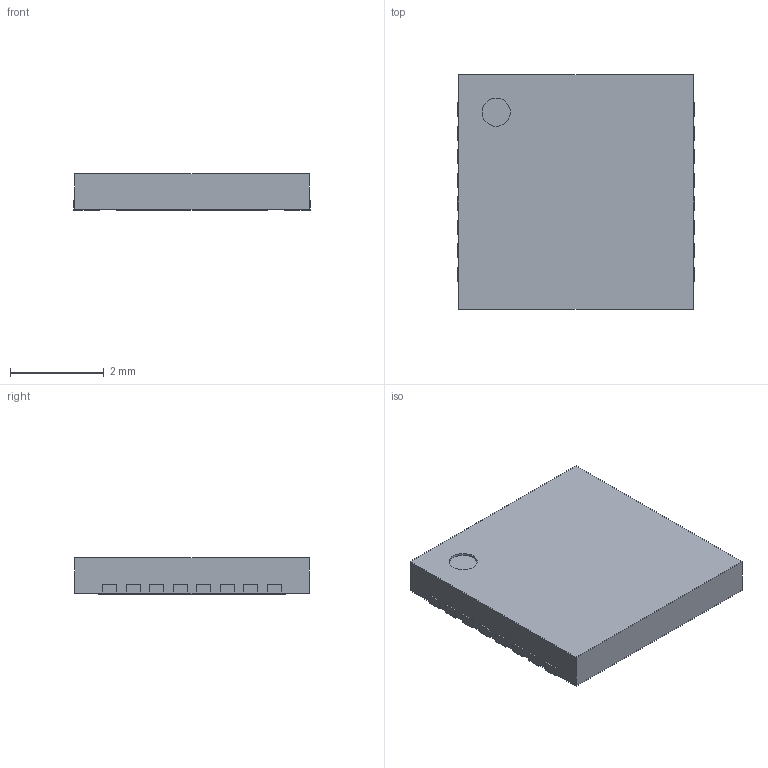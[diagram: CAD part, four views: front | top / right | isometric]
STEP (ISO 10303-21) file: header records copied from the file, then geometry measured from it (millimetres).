
FILE_DESCRIPTION(('Open CASCADE Model'),'2;1');
FILE_NAME('Open CASCADE Shape Model','2024-11-16T00:04:26',('Author'),('Open CASCADE'),'Open CASCADE STEP processor 7.7','Open CASCADE 7.7','Unknown');
FILE_SCHEMA(('AUTOMOTIVE_DESIGN { 1 0 10303 214 1 1 1 1 }'));
Length unit declared in the file: millimetre
Products named in the file (24): DFN50P500X500X75-16T400X320; body; body_part; dot; dot_part; lead-1; lead-1_part; lead-2; lead-3; lead-4; lead-5; lead-6; lead-7; lead-8; lead-9; lead-10; lead-11; lead-12; lead-13; lead-14; lead-15; lead-16; lead-exposed; lead-exposed_part
Assembly tree (38 placements, depth 3):
  DFN50P500X500X75-16T400X320
    body
      body_part
    dot
      dot_part
    lead-1
      lead-1_part
    lead-2
      lead-1_part
    lead-3
      lead-1_part
    lead-4
      lead-1_part
    lead-5
      lead-1_part
    lead-6
      lead-1_part
    lead-7
      lead-1_part
    lead-8
      lead-1_part
    lead-9
      lead-1_part
    lead-10
      lead-1_part
    lead-11
      lead-1_part
    lead-12
      lead-1_part
    lead-13
      lead-1_part
    lead-14
      lead-1_part
    lead-15
      lead-1_part
    lead-16
      lead-1_part
    lead-exposed
      lead-exposed_part
Bounding box: 5.04 x 5 x 0.77 mm (x, y, z)
Surface area: 106.6 mm2
Topology: 19 solids, 19 shells, 113 faces, 222 edges, 148 vertices
Faces by surface type: plane 111, cylinder 2
Full cylindrical faces by diameter (mm): 0.6 x2
Entity records: 724 total; most frequent: ORIENTED_EDGE 63, PRODUCT_DEFINITION_SHAPE 62, CARTESIAN_POINT 48, EDGE_CURVE 41, AXIS2_PLACEMENT_3D 39, CONTEXT_DEPENDENT_SHAPE_REPRESENTATION 38, NEXT_ASSEMBLY_USAGE_OCCURRENCE 38, LINE 37
